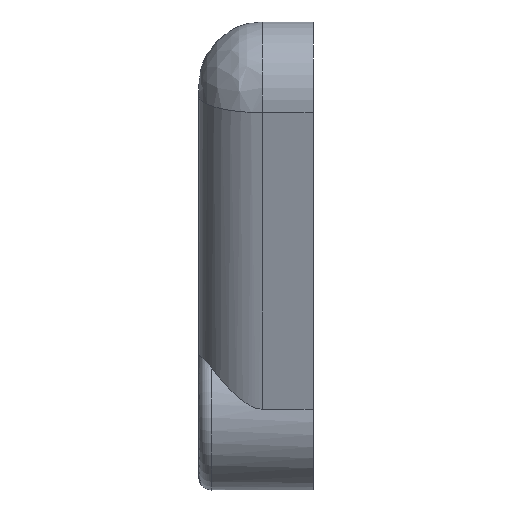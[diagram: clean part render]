
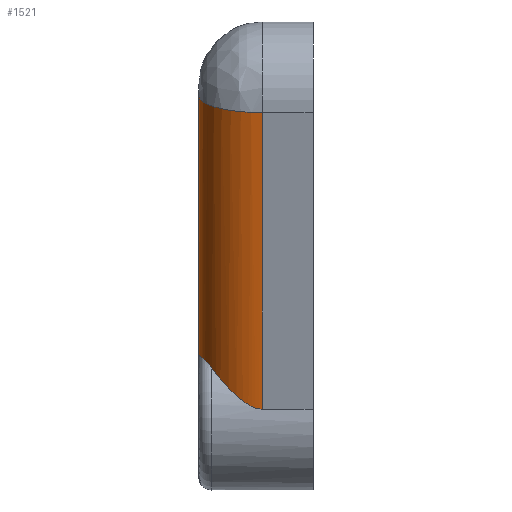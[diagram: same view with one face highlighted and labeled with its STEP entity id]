
A CAD part, left-side view. The second image highlights one B-rep face of the part: STEP entity #1521.
In plain terms, the highlighted cylindrical face has radius 15.875 mm (diameter 31.75 mm), a partial arc.
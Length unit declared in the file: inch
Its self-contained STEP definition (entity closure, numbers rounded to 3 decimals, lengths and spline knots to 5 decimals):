
#75=B_SPLINE_CURVE_WITH_KNOTS('',3,(#2574,#2575,#2576,#2577,#2578,#2579,
#2580,#2581,#2582,#2583),.UNSPECIFIED.,.F.,.F.,(4,2,2,2,4),(-0.00172,
0.,0.37564,0.73301,1.06406),.UNSPECIFIED.);
#77=B_SPLINE_CURVE_WITH_KNOTS('',3,(#2602,#2603,#2604,#2605,#2606,#2607,
#2608,#2609,#2610,#2611,#2612,#2613,#2614,#2615),.UNSPECIFIED.,.F.,.F.,
(4,2,2,2,2,2,4),(5.31686,5.50356,5.69026,6.06366,
6.43706,6.81046,7.07413),.UNSPECIFIED.);
#153=CIRCLE('',#1681,0.625);
#201=CYLINDRICAL_SURFACE('',#1680,0.625);
#275=FACE_OUTER_BOUND('',#362,.T.);
#362=EDGE_LOOP('',(#1298,#1299,#1300,#1301,#1302));
#493=LINE('',#2736,#619);
#494=LINE('',#2737,#620);
#619=VECTOR('',#2078,0.3937);
#620=VECTOR('',#2079,0.3937);
#714=VERTEX_POINT('',#2410);
#737=VERTEX_POINT('',#2572);
#741=VERTEX_POINT('',#2600);
#755=VERTEX_POINT('',#2733);
#756=VERTEX_POINT('',#2734);
#921=EDGE_CURVE('',#737,#714,#75,.F.);
#926=EDGE_CURVE('',#737,#741,#77,.F.);
#953=EDGE_CURVE('',#755,#756,#153,.T.);
#954=EDGE_CURVE('',#756,#714,#493,.T.);
#955=EDGE_CURVE('',#741,#755,#494,.T.);
#1298=ORIENTED_EDGE('',*,*,#953,.T.);
#1299=ORIENTED_EDGE('',*,*,#954,.T.);
#1300=ORIENTED_EDGE('',*,*,#921,.F.);
#1301=ORIENTED_EDGE('',*,*,#926,.T.);
#1302=ORIENTED_EDGE('',*,*,#955,.T.);
#1521=ADVANCED_FACE('',(#275),#201,.T.);
#1680=AXIS2_PLACEMENT_3D('',#2732,#2074,#2075);
#1681=AXIS2_PLACEMENT_3D('',#2735,#2076,#2077);
#2074=DIRECTION('center_axis',(-0.259,0.,0.966));
#2075=DIRECTION('ref_axis',(-0.683,0.707,-0.183));
#2076=DIRECTION('center_axis',(0.259,0.,-0.966));
#2077=DIRECTION('ref_axis',(-0.966,0.,-0.259));
#2078=DIRECTION('',(0.259,0.,-0.966));
#2079=DIRECTION('',(-0.259,0.,0.966));
#2410=CARTESIAN_POINT('',(-2.7433,1.125,0.5757));
#2572=CARTESIAN_POINT('',(-3.09841,1.,0.45211));
#2574=CARTESIAN_POINT('Ctrl Pts',(-2.7433,1.125,0.5757));
#2575=CARTESIAN_POINT('Ctrl Pts',(-2.74352,1.125,0.57571));
#2576=CARTESIAN_POINT('Ctrl Pts',(-2.74375,1.125,0.57572));
#2577=CARTESIAN_POINT('Ctrl Pts',(-2.79323,1.12495,0.57771));
#2578=CARTESIAN_POINT('Ctrl Pts',(-2.84241,1.11954,0.57514));
#2579=CARTESIAN_POINT('Ctrl Pts',(-2.93424,1.09757,0.55824));
#2580=CARTESIAN_POINT('Ctrl Pts',(-2.97616,1.08175,0.54466));
#2581=CARTESIAN_POINT('Ctrl Pts',(-3.04731,1.04331,0.50562));
#2582=CARTESIAN_POINT('Ctrl Pts',(-3.07604,1.02195,0.48172));
#2583=CARTESIAN_POINT('Ctrl Pts',(-3.09841,1.,0.45211));
#2600=CARTESIAN_POINT('',(-3.24855,0.5,0.04654));
#2602=CARTESIAN_POINT('Ctrl Pts',(-3.24855,0.5,0.04654));
#2603=CARTESIAN_POINT('Ctrl Pts',(-3.24855,0.5245,0.04654));
#2604=CARTESIAN_POINT('Ctrl Pts',(-3.2483,0.54702,0.05098));
#2605=CARTESIAN_POINT('Ctrl Pts',(-3.2472,0.58985,0.06512));
#2606=CARTESIAN_POINT('Ctrl Pts',(-3.24635,0.61015,0.07481));
#2607=CARTESIAN_POINT('Ctrl Pts',(-3.24241,0.6695,0.10886));
#2608=CARTESIAN_POINT('Ctrl Pts',(-3.23794,0.70692,0.13793));
#2609=CARTESIAN_POINT('Ctrl Pts',(-3.22304,0.78013,0.20199));
#2610=CARTESIAN_POINT('Ctrl Pts',(-3.21262,0.81548,0.23686));
#2611=CARTESIAN_POINT('Ctrl Pts',(-3.18509,0.88221,0.30755));
#2612=CARTESIAN_POINT('Ctrl Pts',(-3.16796,0.91357,0.3434));
#2613=CARTESIAN_POINT('Ctrl Pts',(-3.13362,0.96198,0.40228));
#2614=CARTESIAN_POINT('Ctrl Pts',(-3.11716,0.9816,0.42729));
#2615=CARTESIAN_POINT('Ctrl Pts',(-3.09841,1.,0.45211));
#2732=CARTESIAN_POINT('Origin',(-2.72468,0.5,0.50621));
#2733=CARTESIAN_POINT('',(-4.03087,0.5,2.96616));
#2734=CARTESIAN_POINT('',(-3.42716,1.125,3.12792));
#2735=CARTESIAN_POINT('Origin',(-3.42716,0.5,3.12792));
#2736=CARTESIAN_POINT('',(-2.72468,1.125,0.50621));
#2737=CARTESIAN_POINT('',(-3.32838,0.5,0.34445));
